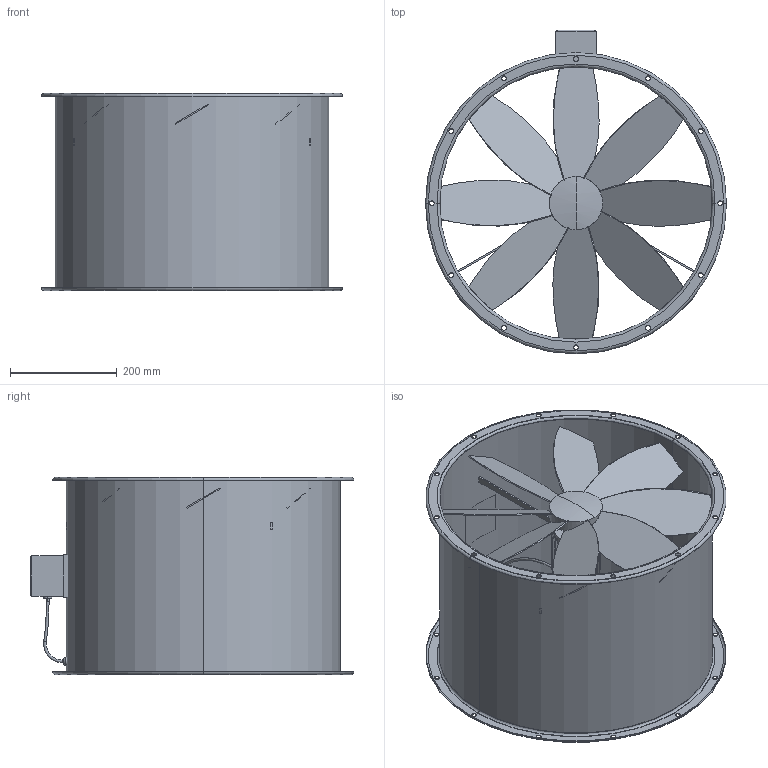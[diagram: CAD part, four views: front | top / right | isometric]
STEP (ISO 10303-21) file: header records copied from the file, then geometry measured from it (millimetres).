
FILE_DESCRIPTION (( 'STEP AP214' ), '1' );
FILE_NAME ('EZR 50-8B.step', '2009-06-28T23:09:30', ( 'Wolfgang Schmidt' ), ( 'WS-KO' ), 'SwSTEP 2.0', 'SolidWorks 2008', '' );
FILE_SCHEMA (( 'AUTOMOTIVE_DESIGN' ));
Length unit declared in the file: millimetre
Products named in the file (1): EZR 50-8B
Bounding box: 565 x 607.5 x 370 mm (x, y, z)
Volume: 2237919 mm3; surface area: 1822851.1 mm2
Topology: 6 solids, 6 shells, 323 faces, 812 edges, 531 vertices
Faces by surface type: cylinder 122, plane 103, torus 76, bspline 16, sphere 6
Entity records: 11706 total; most frequent: CARTESIAN_POINT 3919, ORIENTED_EDGE 1616, DIRECTION 1476, EDGE_CURVE 808, AXIS2_PLACEMENT_3D 616, VERTEX_POINT 529, EDGE_LOOP 407, ADVANCED_FACE 323
